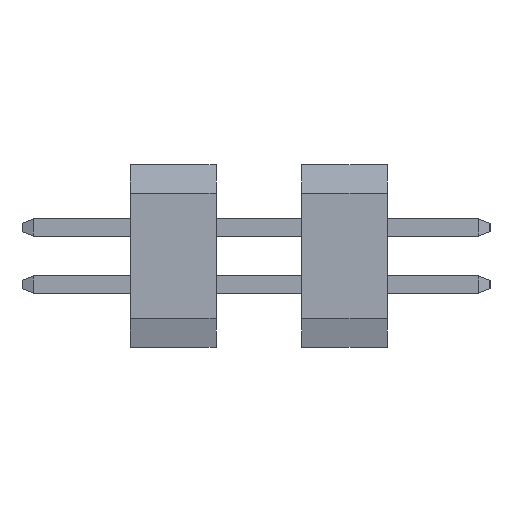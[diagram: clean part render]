
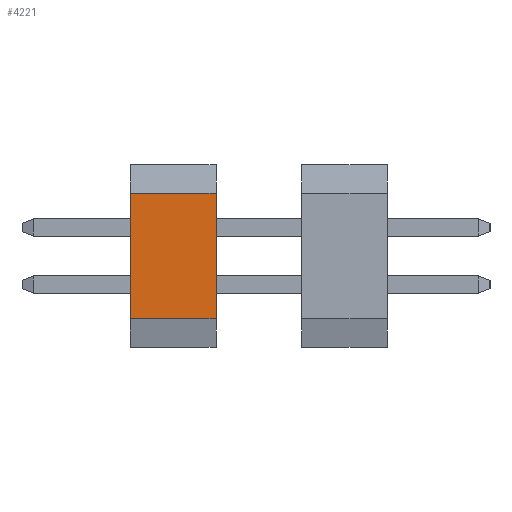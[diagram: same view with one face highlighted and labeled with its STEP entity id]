
A CAD part, left-side view. The second image highlights one B-rep face of the part: STEP entity #4221.
In plain terms, the highlighted planar face has unit normal (-1, 0, 0).
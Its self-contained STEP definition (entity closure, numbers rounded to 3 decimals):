
#293=CARTESIAN_POINT('',(-0.5,3.,1.1));
#294=VERTEX_POINT('',#293);
#301=CARTESIAN_POINT('',(-0.5,3.,-1.1));
#302=VERTEX_POINT('',#301);
#303=CARTESIAN_POINT('',(-0.5,3.,1.1));
#304=DIRECTION('',(0.,0.,-1.));
#305=VECTOR('',#304,2.2);
#306=LINE('',#303,#305);
#307=EDGE_CURVE('',#294,#302,#306,.T.);
#1525=CARTESIAN_POINT('',(-0.5,4.5,-1.1));
#1526=VERTEX_POINT('',#1525);
#1533=CARTESIAN_POINT('',(-0.5,4.5,1.1));
#1534=VERTEX_POINT('',#1533);
#1535=CARTESIAN_POINT('',(-0.5,4.5,-1.1));
#1536=DIRECTION('',(0.,0.,1.));
#1537=VECTOR('',#1536,2.2);
#1538=LINE('',#1535,#1537);
#1539=EDGE_CURVE('',#1526,#1534,#1538,.T.);
#4195=CARTESIAN_POINT('',(-0.5,4.5,1.1));
#4196=DIRECTION('',(0.,-1.,0.));
#4197=VECTOR('',#4196,1.5);
#4198=LINE('',#4195,#4197);
#4199=EDGE_CURVE('',#1534,#294,#4198,.T.);
#4205=CARTESIAN_POINT('',(-0.5,3.,-1.6));
#4206=DIRECTION('',(0.,0.,1.));
#4207=DIRECTION('',(-1.,0.,0.));
#4208=AXIS2_PLACEMENT_3D('',#4205,#4207,#4206);
#4209=PLANE('',#4208);
#4210=ORIENTED_EDGE('',*,*,#4199,.F.);
#4211=ORIENTED_EDGE('',*,*,#1539,.F.);
#4212=CARTESIAN_POINT('',(-0.5,4.5,-1.1));
#4213=DIRECTION('',(0.,-1.,0.));
#4214=VECTOR('',#4213,1.5);
#4215=LINE('',#4212,#4214);
#4216=EDGE_CURVE('',#1526,#302,#4215,.T.);
#4217=ORIENTED_EDGE('',*,*,#4216,.T.);
#4218=ORIENTED_EDGE('',*,*,#307,.F.);
#4219=EDGE_LOOP('',(#4210,#4211,#4217,#4218));
#4220=FACE_OUTER_BOUND('',#4219,.T.);
#4221=ADVANCED_FACE('',(#4220),#4209,.T.);
